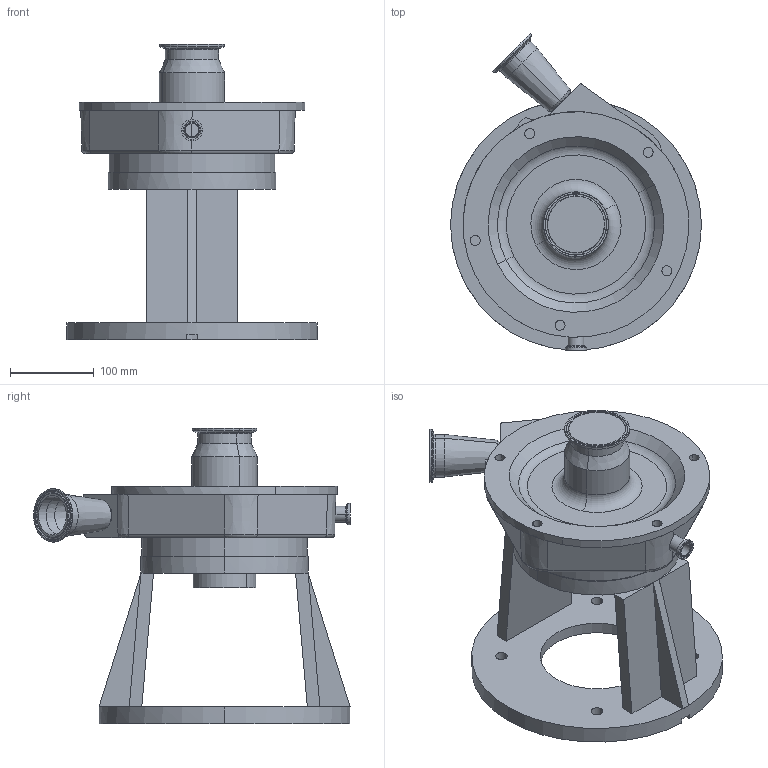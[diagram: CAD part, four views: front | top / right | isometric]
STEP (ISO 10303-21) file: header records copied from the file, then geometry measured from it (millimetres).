
FILE_DESCRIPTION (( 'STEP AP214' ), '1' );
FILE_NAME ('FPX 1741-1742 280TSC 45L 3-4 In STRAIGHT DRAIN.STEP', '2022-12-16T15:51:30', ( '' ), ( '' ), 'SwSTEP 2.0', 'SolidWorks 2021', '' );
FILE_SCHEMA (( 'AUTOMOTIVE_DESIGN' ));
Length unit declared in the file: millimetre
Products named in the file (2): FPX 1740 280TSC 45L 3-4 In STRAIGHT DRAIN^1275000086.STEP; FPX 1741-1742 280TSC 45L 3-4 In STRAIGHT DRAIN
Assembly tree (1 placements, depth 2):
  FPX 1741-1742 280TSC 45L 3-4 In STRAIGHT DRAIN
    FPX 1740 280TSC 45L 3-4 In STRAIGHT DRAIN^1275000086.STEP
Bounding box: 300 x 378.86 x 353 mm (x, y, z)
Volume: 5225564.3 mm3; surface area: 609882.4 mm2
Topology: 1 solids, 6 shells, 250 faces, 546 edges, 334 vertices
Faces by surface type: cylinder 92, plane 81, cone 38, torus 37, bspline 1, sphere 1
Entity records: 7117 total; most frequent: DIRECTION 1352, CARTESIAN_POINT 1323, ORIENTED_EDGE 1092, AXIS2_PLACEMENT_3D 568, EDGE_CURVE 546, VERTEX_POINT 334, CIRCLE 315, EDGE_LOOP 288
